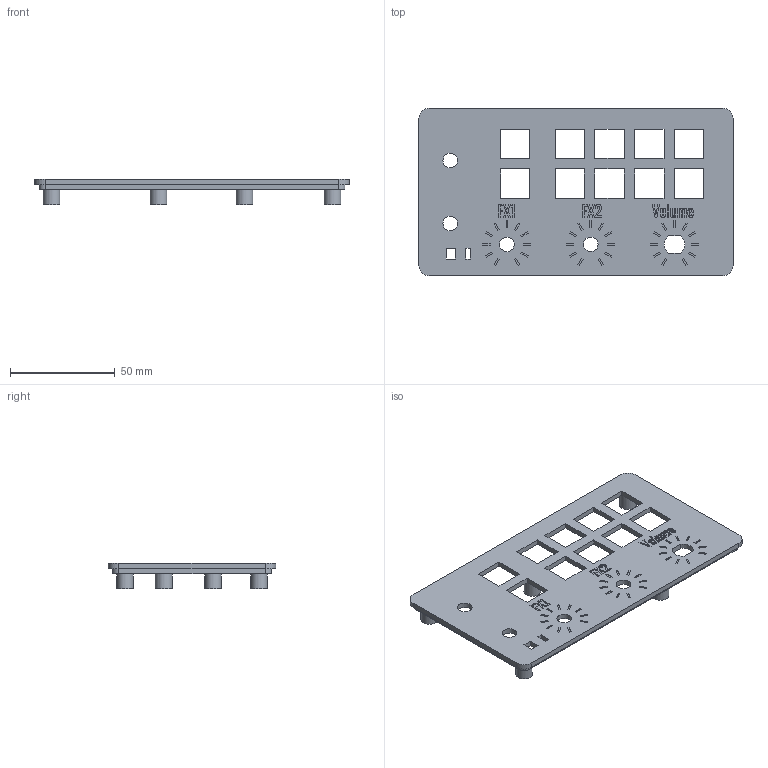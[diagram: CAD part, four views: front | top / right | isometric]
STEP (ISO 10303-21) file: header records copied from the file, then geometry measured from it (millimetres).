
FILE_DESCRIPTION(('FreeCAD Model'),'2;1');
FILE_NAME('Open CASCADE Shape Model','2024-10-19T22:08:03',(''),(''), 'Open CASCADE STEP processor 7.7','FreeCAD','Unknown');
FILE_SCHEMA(('AUTOMOTIVE_DESIGN { 1 0 10303 214 1 1 1 1 }'));
Length unit declared in the file: millimetre
Products named in the file (1): MainControl
Bounding box: 150 x 80 x 12 mm (x, y, z)
Volume: 29305.9 mm3; surface area: 27039.8 mm2
Topology: 1 solids, 1 shells, 547 faces, 1443 edges, 956 vertices
Faces by surface type: plane 374, extrusion 141, cylinder 32
Full cylindrical faces by diameter (mm): 3.5 x7, 7 x4, 8 x7
Entity records: 16963 total; most frequent: CARTESIAN_POINT 3793, ORIENTED_EDGE 2890, DIRECTION 2186, EDGE_CURVE 1443, VECTOR 1232, LINE 1091, VERTEX_POINT 956, FACE_BOUND 641
